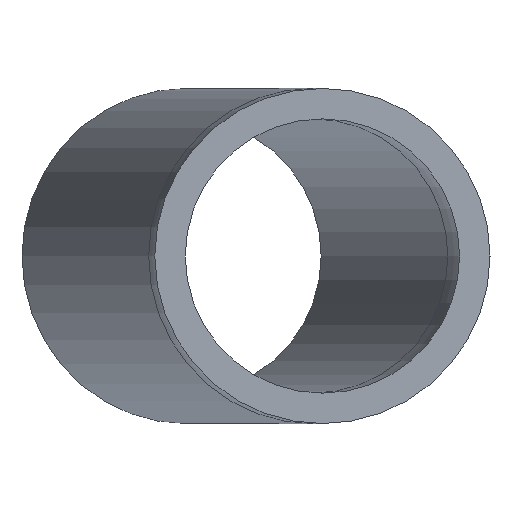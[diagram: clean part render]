
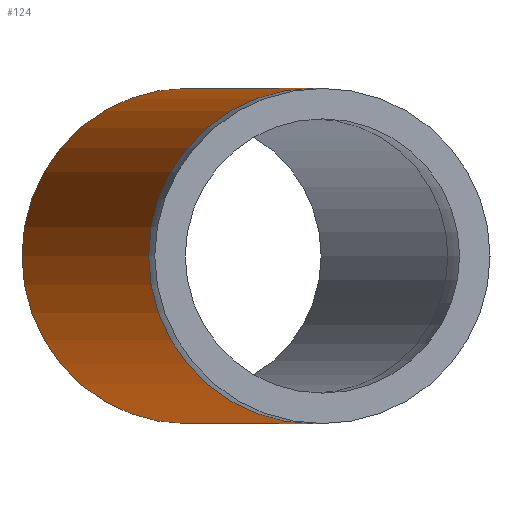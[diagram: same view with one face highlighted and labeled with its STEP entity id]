
A CAD part, left-side view. The second image highlights one B-rep face of the part: STEP entity #124.
In plain terms, the highlighted cylindrical face has radius 200 mm (diameter 400 mm), a full revolution.
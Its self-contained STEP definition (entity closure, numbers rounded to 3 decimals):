
#24=FACE_OUTER_BOUND('',#32,.T.);
#32=EDGE_LOOP('',(#97,#98,#99,#100,#101));
#41=LINE('',#234,#45);
#45=VECTOR('',#193,200.);
#52=CIRCLE('',#158,200.);
#53=CIRCLE('',#159,200.);
#54=CIRCLE('',#160,200.);
#63=VERTEX_POINT('',#231);
#64=VERTEX_POINT('',#233);
#65=VERTEX_POINT('',#235);
#76=EDGE_CURVE('',#63,#63,#52,.T.);
#77=EDGE_CURVE('',#63,#64,#41,.T.);
#78=EDGE_CURVE('',#64,#65,#53,.T.);
#79=EDGE_CURVE('',#65,#64,#54,.T.);
#97=ORIENTED_EDGE('',*,*,#76,.F.);
#98=ORIENTED_EDGE('',*,*,#77,.T.);
#99=ORIENTED_EDGE('',*,*,#78,.T.);
#100=ORIENTED_EDGE('',*,*,#79,.T.);
#101=ORIENTED_EDGE('',*,*,#77,.F.);
#119=CYLINDRICAL_SURFACE('',#157,200.);
#124=ADVANCED_FACE('',(#24),#119,.T.);
#157=AXIS2_PLACEMENT_3D('',#230,#189,#190);
#158=AXIS2_PLACEMENT_3D('',#232,#191,#192);
#159=AXIS2_PLACEMENT_3D('',#236,#194,#195);
#160=AXIS2_PLACEMENT_3D('',#237,#196,#197);
#189=DIRECTION('center_axis',(0.982,0.191,0.));
#190=DIRECTION('ref_axis',(-0.191,0.982,0.));
#191=DIRECTION('center_axis',(0.982,0.191,0.));
#192=DIRECTION('ref_axis',(-0.191,0.982,0.));
#193=DIRECTION('',(-0.982,-0.191,0.));
#194=DIRECTION('center_axis',(0.982,0.191,0.));
#195=DIRECTION('ref_axis',(-0.191,0.982,0.));
#196=DIRECTION('center_axis',(0.982,0.191,0.));
#197=DIRECTION('ref_axis',(-0.191,0.982,0.));
#230=CARTESIAN_POINT('Origin',(906.712,11.024,0.));
#231=CARTESIAN_POINT('',(1722.545,-34.138,0.));
#232=CARTESIAN_POINT('Origin',(1684.383,162.188,0.));
#233=CARTESIAN_POINT('',(944.874,-185.302,0.));
#234=CARTESIAN_POINT('',(944.874,-185.302,0.));
#235=CARTESIAN_POINT('',(868.55,207.349,0.));
#236=CARTESIAN_POINT('Origin',(906.712,11.024,0.));
#237=CARTESIAN_POINT('Origin',(906.712,11.024,0.));
